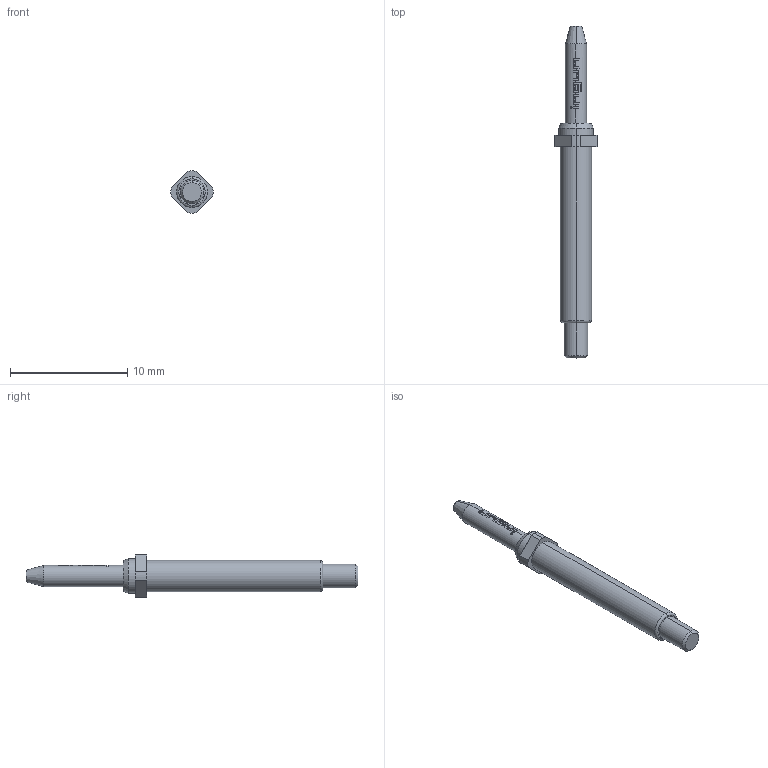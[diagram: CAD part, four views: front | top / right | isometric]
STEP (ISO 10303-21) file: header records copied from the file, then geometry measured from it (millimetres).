
FILE_DESCRIPTION (( 'STEP AP203' ), '1' );
FILE_NAME ('INGUN_GKS-113_372_180_A_xx02_M.STEP', '2022-01-24T07:44:09', ( 'ochi' ), ( '' ), 'SwSTEP 2.0', 'SolidWorks 2018', '' );
FILE_SCHEMA (( 'CONFIG_CONTROL_DESIGN' ));
Length unit declared in the file: millimetre
Products named in the file (1): INGUN_GKS-113_372_180_A_xx02_M
Bounding box: 3.59 x 28.3 x 3.6 mm (x, y, z)
Volume: 126.8 mm3; surface area: 221.7 mm2
Topology: 1 solids, 1 shells, 103 faces, 280 edges, 184 vertices
Faces by surface type: bspline 56, cylinder 23, plane 16, cone 6, torus 2
Entity records: 4455 total; most frequent: CARTESIAN_POINT 2316, ORIENTED_EDGE 560, EDGE_CURVE 280, DIRECTION 208, B_SPLINE_CURVE_WITH_KNOTS 204, VERTEX_POINT 184, EDGE_LOOP 108, ADVANCED_FACE 103
